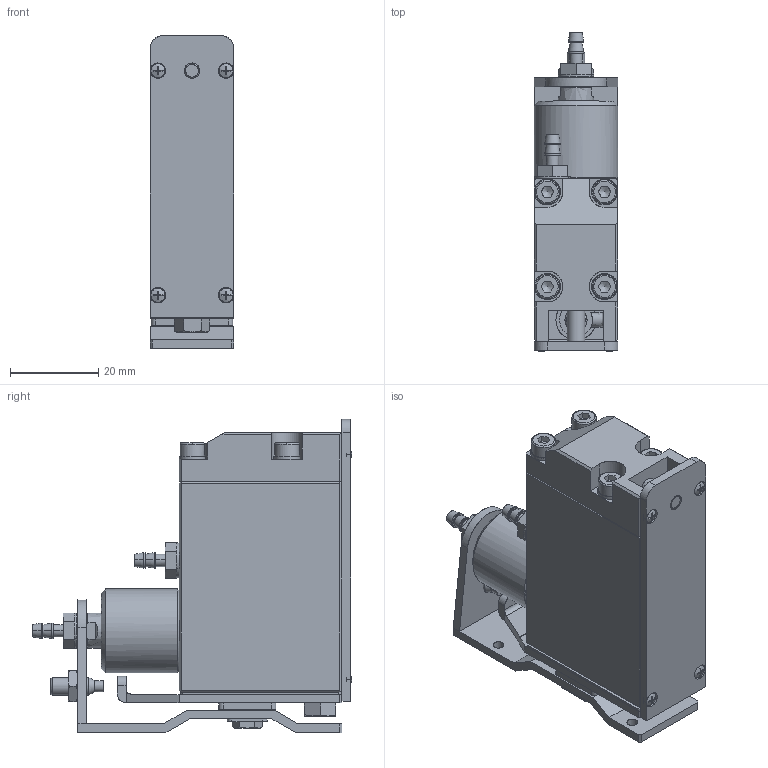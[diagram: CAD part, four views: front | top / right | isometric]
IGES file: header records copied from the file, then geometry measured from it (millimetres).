
Global section: file name:; native system: Rhinoceros ( Feb 22 2008 ); preprocessor: Trout Lake IGES 012 Feb 22 2008; date: 080925.044427; units: millimetre
Bounding box: 19 x 72.49 x 71.1 mm (x, y, z)
Surface area: 23992 mm2 (no closed solid volume)
Topology: 0 solids, 0 shells, 877 faces, 6172 edges, 6120 vertices
Faces by surface type: bspline 877
